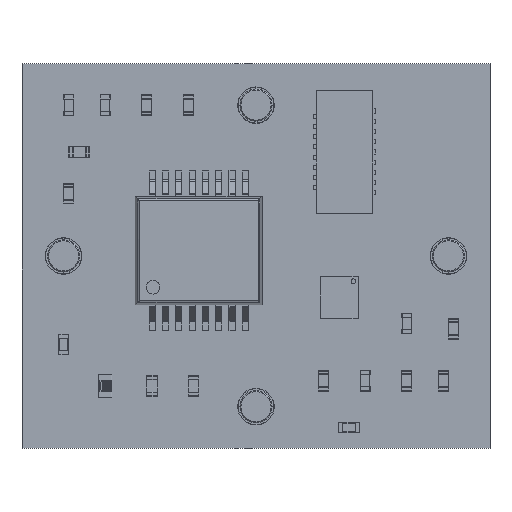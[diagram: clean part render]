
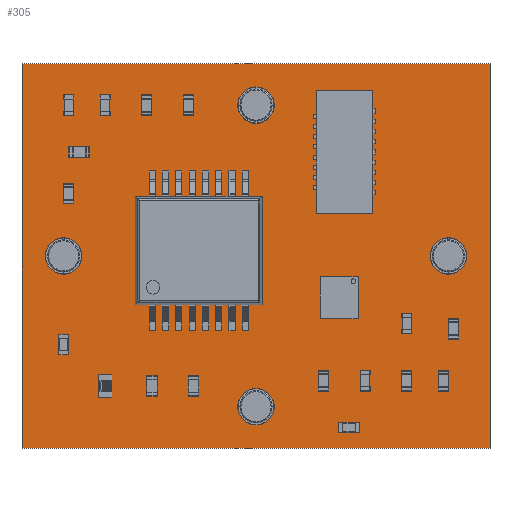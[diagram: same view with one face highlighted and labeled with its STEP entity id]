
A CAD part, top view. The second image highlights one B-rep face of the part: STEP entity #305.
In plain terms, the highlighted planar face has unit normal (0, 0, 1).
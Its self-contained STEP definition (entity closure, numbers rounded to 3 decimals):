
#54 = VERTEX_POINT('',#55);
#55 = CARTESIAN_POINT('',(152.654,-86.868,0.));
#72 = VERTEX_POINT('',#73);
#73 = CARTESIAN_POINT('',(129.794,-86.868,0.));
#79 = EDGE_CURVE('',#54,#72,#80,.T.);
#80 = LINE('',#81,#82);
#81 = CARTESIAN_POINT('',(152.654,-86.868,0.));
#82 = VECTOR('',#83,1.);
#83 = DIRECTION('',(-1.,0.,0.));
#94 = VERTEX_POINT('',#95);
#95 = CARTESIAN_POINT('',(152.654,-68.072,0.));
#110 = EDGE_CURVE('',#94,#54,#111,.T.);
#111 = LINE('',#112,#113);
#112 = CARTESIAN_POINT('',(152.654,-68.072,0.));
#113 = VECTOR('',#114,1.);
#114 = DIRECTION('',(0.,-1.,0.));
#134 = VERTEX_POINT('',#135);
#135 = CARTESIAN_POINT('',(129.794,-68.072,0.));
#141 = EDGE_CURVE('',#72,#134,#142,.T.);
#142 = LINE('',#143,#144);
#143 = CARTESIAN_POINT('',(129.794,-86.868,0.));
#144 = VECTOR('',#145,1.);
#145 = DIRECTION('',(0.,1.,0.));
#163 = EDGE_CURVE('',#134,#94,#164,.T.);
#164 = LINE('',#165,#166);
#165 = CARTESIAN_POINT('',(129.794,-68.072,0.));
#166 = VECTOR('',#167,1.);
#167 = DIRECTION('',(1.,0.,0.));
#178 = VERTEX_POINT('',#179);
#179 = CARTESIAN_POINT('',(142.114,-84.836,0.));
#195 = EDGE_CURVE('',#178,#178,#196,.T.);
#196 = CIRCLE('',#197,0.89);
#197 = AXIS2_PLACEMENT_3D('',#198,#199,#200);
#198 = CARTESIAN_POINT('',(141.224,-84.836,0.));
#199 = DIRECTION('',(0.,0.,1.));
#200 = DIRECTION('',(1.,0.,-0.));
#211 = VERTEX_POINT('',#212);
#212 = CARTESIAN_POINT('',(151.512,-77.47,0.));
#228 = EDGE_CURVE('',#211,#211,#229,.T.);
#229 = CIRCLE('',#230,0.89);
#230 = AXIS2_PLACEMENT_3D('',#231,#232,#233);
#231 = CARTESIAN_POINT('',(150.622,-77.47,0.));
#232 = DIRECTION('',(0.,0.,1.));
#233 = DIRECTION('',(1.,0.,-0.));
#244 = VERTEX_POINT('',#245);
#245 = CARTESIAN_POINT('',(132.716,-77.47,0.));
#261 = EDGE_CURVE('',#244,#244,#262,.T.);
#262 = CIRCLE('',#263,0.89);
#263 = AXIS2_PLACEMENT_3D('',#264,#265,#266);
#264 = CARTESIAN_POINT('',(131.826,-77.47,0.));
#265 = DIRECTION('',(0.,0.,1.));
#266 = DIRECTION('',(1.,0.,-0.));
#277 = VERTEX_POINT('',#278);
#278 = CARTESIAN_POINT('',(142.114,-70.104,0.));
#294 = EDGE_CURVE('',#277,#277,#295,.T.);
#295 = CIRCLE('',#296,0.89);
#296 = AXIS2_PLACEMENT_3D('',#297,#298,#299);
#297 = CARTESIAN_POINT('',(141.224,-70.104,0.));
#298 = DIRECTION('',(0.,0.,1.));
#299 = DIRECTION('',(1.,0.,-0.));
#305 = ADVANCED_FACE('',(#306,#312,#315,#318,#321),#324,.F.);
#306 = FACE_BOUND('',#307,.F.);
#307 = EDGE_LOOP('',(#308,#309,#310,#311));
#308 = ORIENTED_EDGE('',*,*,#79,.T.);
#309 = ORIENTED_EDGE('',*,*,#141,.T.);
#310 = ORIENTED_EDGE('',*,*,#163,.T.);
#311 = ORIENTED_EDGE('',*,*,#110,.T.);
#312 = FACE_BOUND('',#313,.F.);
#313 = EDGE_LOOP('',(#314));
#314 = ORIENTED_EDGE('',*,*,#195,.T.);
#315 = FACE_BOUND('',#316,.F.);
#316 = EDGE_LOOP('',(#317));
#317 = ORIENTED_EDGE('',*,*,#228,.T.);
#318 = FACE_BOUND('',#319,.F.);
#319 = EDGE_LOOP('',(#320));
#320 = ORIENTED_EDGE('',*,*,#261,.T.);
#321 = FACE_BOUND('',#322,.F.);
#322 = EDGE_LOOP('',(#323));
#323 = ORIENTED_EDGE('',*,*,#294,.T.);
#324 = PLANE('',#325);
#325 = AXIS2_PLACEMENT_3D('',#326,#327,#328);
#326 = CARTESIAN_POINT('',(141.224,-77.47,0.));
#327 = DIRECTION('',(-0.,-0.,-1.));
#328 = DIRECTION('',(-1.,0.,0.));
